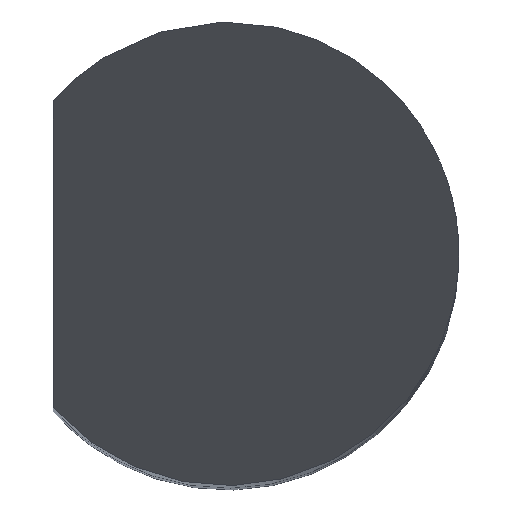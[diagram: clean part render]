
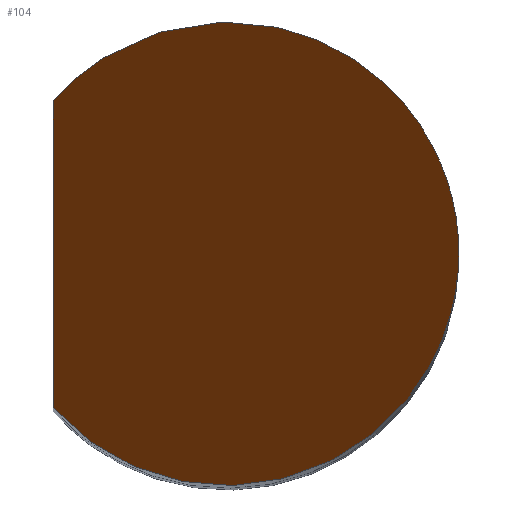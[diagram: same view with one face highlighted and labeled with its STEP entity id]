
A CAD part, top view. The second image highlights one B-rep face of the part: STEP entity #104.
In plain terms, the highlighted planar face has unit normal (-0.866, 0, 0.5).
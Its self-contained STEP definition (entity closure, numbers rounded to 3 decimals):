
#71=ELLIPSE('',#432,4.,2.);
#104=ADVANCED_FACE('',(#139),#122,.F.);
#122=PLANE('',#433);
#139=FACE_OUTER_BOUND('',#162,.T.);
#162=EDGE_LOOP('',(#226,#227));
#226=ORIENTED_EDGE('',*,*,#327,.F.);
#227=ORIENTED_EDGE('',*,*,#328,.T.);
#287=VERTEX_POINT('',#671);
#288=VERTEX_POINT('',#672);
#327=EDGE_CURVE('',#287,#288,#362,.T.);
#328=EDGE_CURVE('',#287,#288,#71,.T.);
#362=LINE('',#670,#382);
#382=VECTOR('',#511,1.);
#432=AXIS2_PLACEMENT_3D('',#673,#512,#513);
#433=AXIS2_PLACEMENT_3D('',#674,#514,#515);
#511=DIRECTION('',(0.,1.,0.));
#512=DIRECTION('',(-0.866,0.,0.5));
#513=DIRECTION('',(-0.5,0.,-0.866));
#514=DIRECTION('',(0.866,0.,-0.5));
#515=DIRECTION('',(-0.5,0.,-0.866));
#670=CARTESIAN_POINT('',(-1.5,-1.323,9.162));
#671=CARTESIAN_POINT('',(-1.5,-1.323,9.162));
#672=CARTESIAN_POINT('',(-1.5,1.323,9.162));
#673=CARTESIAN_POINT('',(0.,0.,11.76));
#674=CARTESIAN_POINT('',(2.,-4.28,15.224));
